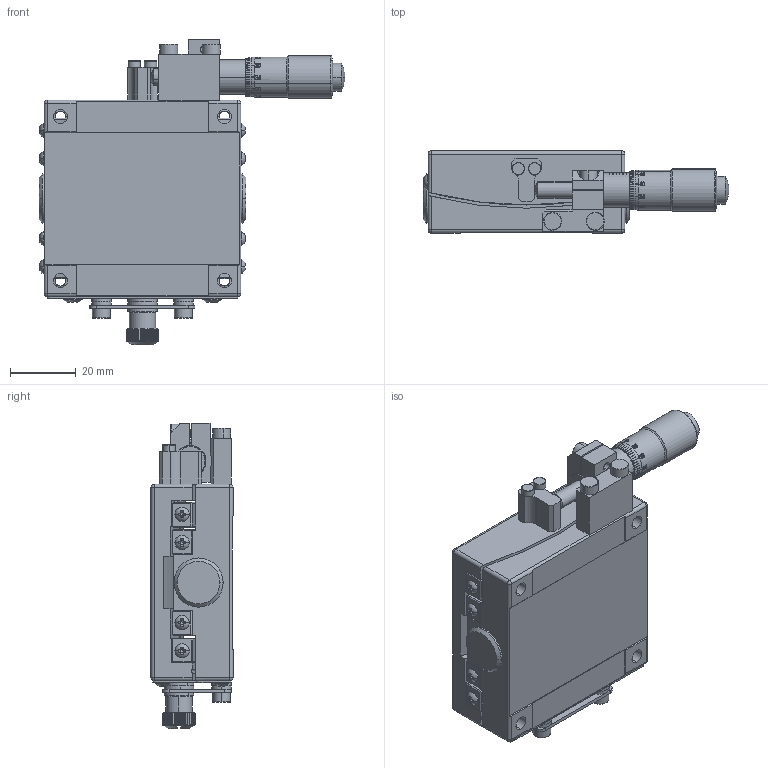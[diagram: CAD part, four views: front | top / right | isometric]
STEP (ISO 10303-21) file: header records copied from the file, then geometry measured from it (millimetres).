
FILE_DESCRIPTION (( 'STEP AP203' ), '1' );
FILE_NAME ('MXG6-100VM.STEP', '2021-02-23T04:10:28', ( '' ), ( '' ), 'SwSTEP 2.0', 'SolidWorks 2020', '' );
FILE_SCHEMA (( 'CONFIG_CONTROL_DESIGN' ));
Length unit declared in the file: millimetre
Products named in the file (1): MXG6-100VM
Bounding box: 93.2 x 25 x 93 mm (x, y, z)
Volume: 85133.4 mm3; surface area: 34553.1 mm2
Topology: 2 solids, 2 shells, 1498 faces, 4134 edges, 2749 vertices
Faces by surface type: plane 907, cylinder 357, cone 174, sphere 36, torus 24
Entity records: 52864 total; most frequent: CARTESIAN_POINT 14577, ORIENTED_EDGE 8220, DIRECTION 7767, EDGE_CURVE 4110, AXIS2_PLACEMENT_3D 2860, VERTEX_POINT 2747, LINE 2047, VECTOR 2047
